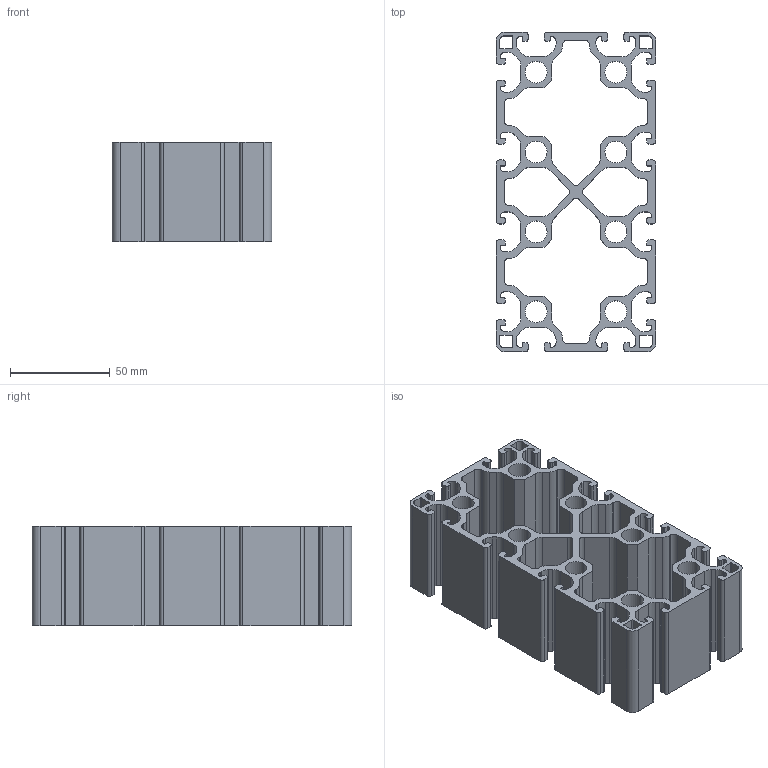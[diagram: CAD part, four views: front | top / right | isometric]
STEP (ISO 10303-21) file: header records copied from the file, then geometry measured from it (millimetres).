
FILE_DESCRIPTION (( 'STEP AP214' ), '1' );
FILE_NAME ('BASE08E0206-Profilé 8 160x80 léger -trou D11.step', '2023-03-24T09:43:42', ( 'Altae' ), ( '' ), 'SwSTEP 2.0', 'SolidWorks 2021', '' );
FILE_SCHEMA (( 'AUTOMOTIVE_DESIGN' ));
Length unit declared in the file: millimetre
Products named in the file (1): BASE08E0206-Profilé 8 160x80 léger -trou D11
Bounding box: 80 x 160 x 50 mm (x, y, z)
Volume: 166852.5 mm3; surface area: 110383 mm2
Topology: 1 solids, 1 shells, 531 faces, 1587 edges, 1058 vertices
Faces by surface type: plane 266, cylinder 265
Entity records: 18109 total; most frequent: DIRECTION 3181, CARTESIAN_POINT 3177, ORIENTED_EDGE 3174, EDGE_CURVE 1587, AXIS2_PLACEMENT_3D 1062, VERTEX_POINT 1058, LINE 1057, VECTOR 1057
